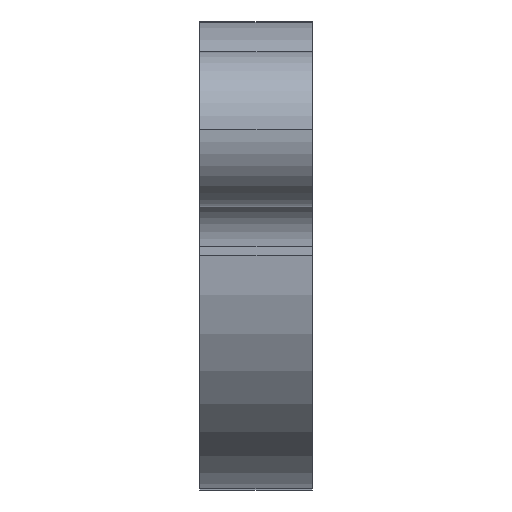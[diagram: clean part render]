
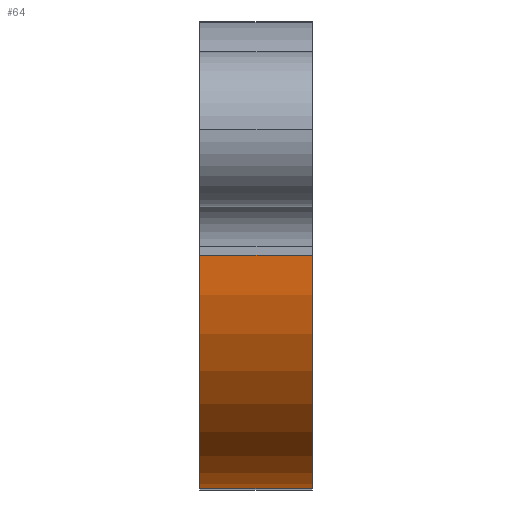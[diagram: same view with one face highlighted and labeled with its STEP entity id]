
A CAD part, left-side view. The second image highlights one B-rep face of the part: STEP entity #64.
In plain terms, the highlighted cylindrical face has radius 12.5 mm (diameter 25 mm), a partial arc.
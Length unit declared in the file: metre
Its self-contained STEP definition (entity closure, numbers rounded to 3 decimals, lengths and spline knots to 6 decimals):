
#64=ADVANCED_FACE('0:18376',(#118),#119,.T.);
#118=FACE_OUTER_BOUND('',#205,.T.);
#119=CYLINDRICAL_SURFACE('',#206,0.0125);
#205=EDGE_LOOP('',(#357,#358,#359,#360));
#206=AXIS2_PLACEMENT_3D('',#361,#362,#363);
#357=ORIENTED_EDGE('',*,*,#621,.T.);
#358=ORIENTED_EDGE('',*,*,#649,.T.);
#359=ORIENTED_EDGE('',*,*,#650,.T.);
#360=ORIENTED_EDGE('',*,*,#651,.T.);
#361=CARTESIAN_POINT('',(0.017388,-0.006,-0.006744));
#362=DIRECTION('',(0.0,1.0,0.0));
#363=DIRECTION('',(-1.0,0.0,0.0));
#621=EDGE_CURVE('',#746,#747,#748,.T.);
#649=EDGE_CURVE('0:18142',#747,#794,#795,.F.);
#650=EDGE_CURVE('0:16017',#794,#796,#797,.T.);
#651=EDGE_CURVE('0:18402',#796,#746,#798,.T.);
#746=VERTEX_POINT('',#938);
#747=VERTEX_POINT('',#939);
#748=LINE('',#940,#941);
#794=VERTEX_POINT('',#996);
#795=CIRCLE('',#997,0.0125);
#796=VERTEX_POINT('',#998);
#797=LINE('',#999,#1000);
#798=CIRCLE('',#1001,0.0125);
#938=CARTESIAN_POINT('',(0.004888,-0.006,-0.006744));
#939=CARTESIAN_POINT('',(0.004888,0.0,-0.006744));
#940=CARTESIAN_POINT('',(0.004888,-0.006,-0.006744));
#941=VECTOR('',#1193,1.0);
#996=CARTESIAN_POINT('',(0.028939,0.0,-0.011522));
#997=AXIS2_PLACEMENT_3D('',#1257,#1258,#1259);
#998=CARTESIAN_POINT('',(0.028939,-0.006,-0.011522));
#999=CARTESIAN_POINT('',(0.028939,0.0,-0.011522));
#1000=VECTOR('',#1260,1.0);
#1001=AXIS2_PLACEMENT_3D('',#1261,#1262,#1263);
#1193=DIRECTION('',(0.0,1.0,0.0));
#1257=CARTESIAN_POINT('',(0.017388,0.0,-0.006744));
#1258=DIRECTION('',(0.0,1.0,0.0));
#1259=DIRECTION('',(-1.0,0.0,0.0));
#1260=DIRECTION('',(0.0,-1.0,0.0));
#1261=CARTESIAN_POINT('',(0.017388,-0.006,-0.006744));
#1262=DIRECTION('',(0.0,1.0,0.0));
#1263=DIRECTION('',(-1.0,0.0,0.0));
